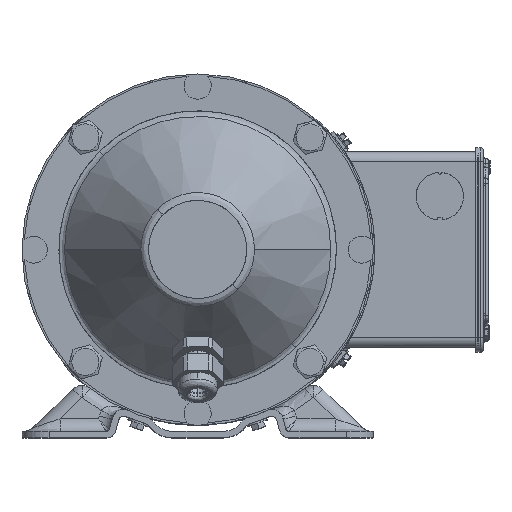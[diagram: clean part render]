
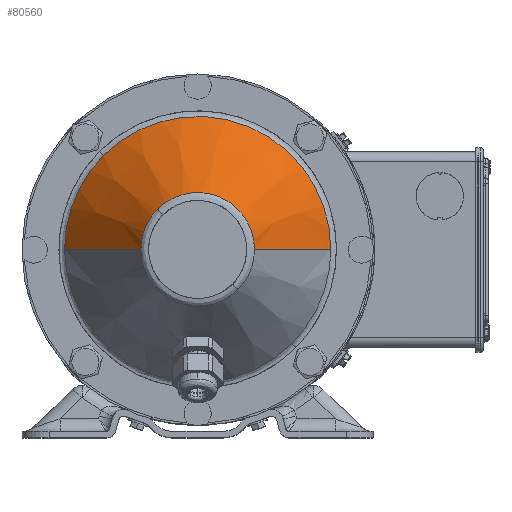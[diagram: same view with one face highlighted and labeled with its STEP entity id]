
A CAD part, top view. The second image highlights one B-rep face of the part: STEP entity #80560.
In plain terms, the highlighted conical face has half-angle 33.547 degrees and reference radius 62.558 mm.
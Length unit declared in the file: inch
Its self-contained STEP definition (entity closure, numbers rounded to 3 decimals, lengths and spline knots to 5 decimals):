
#5759 = ORIENTED_EDGE ( 'NONE', *, *, #13253, .T. ) ;
#7399 = DIRECTION ( 'NONE',  ( 0., 0., 1. ) ) ;
#7669 = EDGE_CURVE ( 'NONE', #52227, #84729, #138390, .T. ) ;
#11989 = ORIENTED_EDGE ( 'NONE', *, *, #7669, .T. ) ;
#13253 = EDGE_CURVE ( 'NONE', #18515, #15442, #105051, .T. ) ;
#14750 = AXIS2_PLACEMENT_3D ( 'NONE', #127382, #127859, #27247 ) ;
#15442 = VERTEX_POINT ( 'NONE', #43023 ) ;
#18481 = DIRECTION ( 'NONE',  ( 0.707, -0.707, 0. ) ) ;
#18515 = VERTEX_POINT ( 'NONE', #131612 ) ;
#22505 = DIRECTION ( 'NONE',  ( 0., 0., -1. ) ) ;
#24475 = EDGE_LOOP ( 'NONE', ( #36823, #66075, #11989, #98115, #5759, #47038 ) ) ;
#26778 = CARTESIAN_POINT ( 'NONE',  ( -2.46279, -0.00013, 11.26628 ) ) ;
#27247 = DIRECTION ( 'NONE',  ( -1., 0., 0. ) ) ;
#31218 = DIRECTION ( 'NONE',  ( 0.707, -0.707, 0. ) ) ;
#34293 = EDGE_CURVE ( 'NONE', #84729, #18515, #138865, .T. ) ;
#36823 = ORIENTED_EDGE ( 'NONE', *, *, #130799, .T. ) ;
#37634 = CARTESIAN_POINT ( 'NONE',  ( 2.46305, -0.00013, 11.26628 ) ) ;
#38152 = AXIS2_PLACEMENT_3D ( 'NONE', #110952, #22505, #89805 ) ;
#40932 = DIRECTION ( 'NONE',  ( 0., 0., -1. ) ) ;
#43023 = CARTESIAN_POINT ( 'NONE',  ( -2.46279, -0.00013, 11.26628 ) ) ;
#47038 = ORIENTED_EDGE ( 'NONE', *, *, #133317, .F. ) ;
#51766 = CARTESIAN_POINT ( 'NONE',  ( 0.00013, -0.00013, 13.39525 ) ) ;
#52227 = VERTEX_POINT ( 'NONE', #131158 ) ;
#52381 = VECTOR ( 'NONE', #104920, 39.37008 ) ;
#65759 = CARTESIAN_POINT ( 'NONE',  ( -1.05113, -0.00013, 13.39525 ) ) ;
#66075 = ORIENTED_EDGE ( 'NONE', *, *, #85093, .T. ) ;
#66719 = FACE_OUTER_BOUND ( 'NONE', #24475, .T. ) ;
#75289 = CARTESIAN_POINT ( 'NONE',  ( 0.00013, -0.00013, 11.26628 ) ) ;
#75673 = DIRECTION ( 'NONE',  ( 0., 0., 1. ) ) ;
#76669 = CARTESIAN_POINT ( 'NONE',  ( 2.46305, -0.00013, 11.26628 ) ) ;
#80560 = ADVANCED_FACE ( 'NONE', ( #66719 ), #131283, .T. ) ;
#84134 = CARTESIAN_POINT ( 'NONE',  ( -0.74323, 0.74323, 13.39525 ) ) ;
#84729 = VERTEX_POINT ( 'NONE', #76669 ) ;
#85093 = EDGE_CURVE ( 'NONE', #122543, #52227, #86848, .T. ) ;
#86730 = AXIS2_PLACEMENT_3D ( 'NONE', #51766, #40932, #18481 ) ;
#86848 = CIRCLE ( 'NONE', #86730, 1.05126 ) ;
#89805 = DIRECTION ( 'NONE',  ( 0.707, -0.707, 0. ) ) ;
#91184 = CIRCLE ( 'NONE', #38152, 1.05126 ) ;
#94062 = VERTEX_POINT ( 'NONE', #65759 ) ;
#97234 = DIRECTION ( 'NONE',  ( 0.707, -0.707, 0. ) ) ;
#98115 = ORIENTED_EDGE ( 'NONE', *, *, #34293, .T. ) ;
#103517 = AXIS2_PLACEMENT_3D ( 'NONE', #142135, #75673, #31218 ) ;
#104032 = AXIS2_PLACEMENT_3D ( 'NONE', #75289, #7399, #97234 ) ;
#104920 = DIRECTION ( 'NONE',  ( -0.553, 0., -0.833 ) ) ;
#105051 = CIRCLE ( 'NONE', #103517, 2.46292 ) ;
#110952 = CARTESIAN_POINT ( 'NONE',  ( 0.00013, -0.00013, 13.39525 ) ) ;
#113444 = LINE ( 'NONE', #26778, #52381 ) ;
#120871 = VECTOR ( 'NONE', #137785, 39.37008 ) ;
#122543 = VERTEX_POINT ( 'NONE', #84134 ) ;
#127382 = CARTESIAN_POINT ( 'NONE',  ( 0.00013, -0.00013, 11.26628 ) ) ;
#127859 = DIRECTION ( 'NONE',  ( 0., 0., -1. ) ) ;
#130799 = EDGE_CURVE ( 'NONE', #94062, #122543, #91184, .T. ) ;
#131158 = CARTESIAN_POINT ( 'NONE',  ( 1.05139, -0.00013, 13.39525 ) ) ;
#131283 = CONICAL_SURFACE ( 'NONE', #14750, 2.46292, 0.586 ) ;
#131612 = CARTESIAN_POINT ( 'NONE',  ( -1.74142, 1.74142, 11.26628 ) ) ;
#133317 = EDGE_CURVE ( 'NONE', #94062, #15442, #113444, .T. ) ;
#137785 = DIRECTION ( 'NONE',  ( 0.553, 0., -0.833 ) ) ;
#138390 = LINE ( 'NONE', #37634, #120871 ) ;
#138865 = CIRCLE ( 'NONE', #104032, 2.46292 ) ;
#142135 = CARTESIAN_POINT ( 'NONE',  ( 0.00013, -0.00013, 11.26628 ) ) ;
